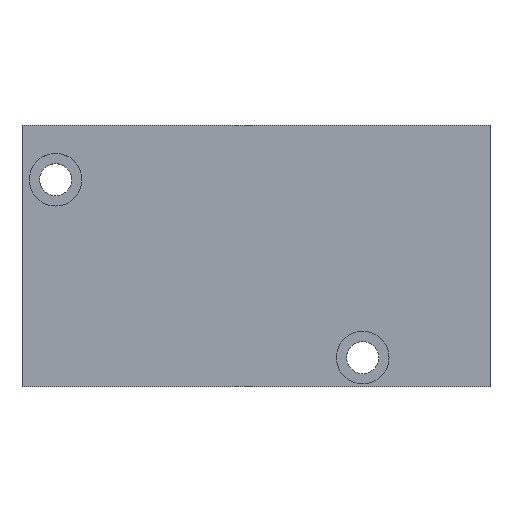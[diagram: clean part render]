
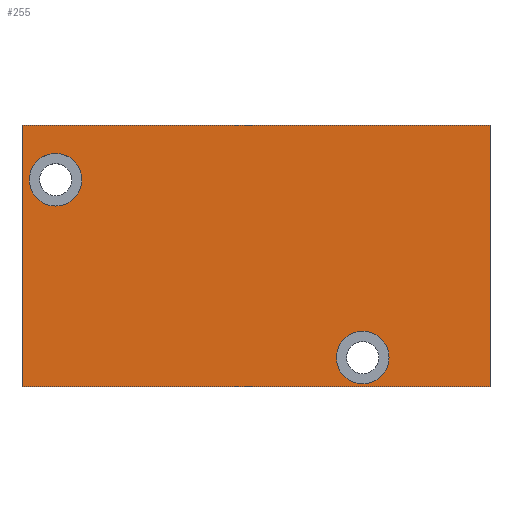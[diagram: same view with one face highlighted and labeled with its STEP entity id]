
A CAD part, top view. The second image highlights one B-rep face of the part: STEP entity #255.
In plain terms, the highlighted planar face has unit normal (0, 0, 1).
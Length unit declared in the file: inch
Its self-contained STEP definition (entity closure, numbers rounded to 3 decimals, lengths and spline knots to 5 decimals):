
#17=FACE_BOUND('',#54,.T.);
#18=FACE_BOUND('',#55,.T.);
#23=PLANE('',#290);
#36=FACE_OUTER_BOUND('',#53,.T.);
#53=EDGE_LOOP('',(#193,#194,#195,#196));
#54=EDGE_LOOP('',(#197));
#55=EDGE_LOOP('',(#198));
#70=LINE('',#398,#95);
#71=LINE('',#400,#96);
#72=LINE('',#402,#97);
#73=LINE('',#403,#98);
#95=VECTOR('',#329,0.3937);
#96=VECTOR('',#330,0.3937);
#97=VECTOR('',#331,0.3937);
#98=VECTOR('',#332,0.3937);
#118=CIRCLE('',#281,0.09);
#121=CIRCLE('',#286,0.09);
#126=VERTEX_POINT('',#378);
#129=VERTEX_POINT('',#387);
#132=VERTEX_POINT('',#396);
#133=VERTEX_POINT('',#397);
#134=VERTEX_POINT('',#399);
#135=VERTEX_POINT('',#401);
#148=EDGE_CURVE('',#126,#126,#118,.T.);
#152=EDGE_CURVE('',#129,#129,#121,.T.);
#156=EDGE_CURVE('',#132,#133,#70,.T.);
#157=EDGE_CURVE('',#133,#134,#71,.T.);
#158=EDGE_CURVE('',#134,#135,#72,.T.);
#159=EDGE_CURVE('',#135,#132,#73,.T.);
#193=ORIENTED_EDGE('',*,*,#156,.T.);
#194=ORIENTED_EDGE('',*,*,#157,.T.);
#195=ORIENTED_EDGE('',*,*,#158,.T.);
#196=ORIENTED_EDGE('',*,*,#159,.T.);
#197=ORIENTED_EDGE('',*,*,#148,.T.);
#198=ORIENTED_EDGE('',*,*,#152,.T.);
#255=ADVANCED_FACE('',(#36,#17,#18),#23,.T.);
#281=AXIS2_PLACEMENT_3D('',#379,#307,#308);
#286=AXIS2_PLACEMENT_3D('',#388,#318,#319);
#290=AXIS2_PLACEMENT_3D('',#395,#327,#328);
#307=DIRECTION('center_axis',(0.,0.,-1.));
#308=DIRECTION('ref_axis',(1.,0.,0.));
#318=DIRECTION('center_axis',(0.,0.,-1.));
#319=DIRECTION('ref_axis',(1.,0.,0.));
#327=DIRECTION('center_axis',(0.,0.,1.));
#328=DIRECTION('ref_axis',(1.,0.,0.));
#329=DIRECTION('',(0.,-1.,0.));
#330=DIRECTION('',(1.,0.,0.));
#331=DIRECTION('',(0.,1.,0.));
#332=DIRECTION('',(-1.,0.,0.));
#378=CARTESIAN_POINT('',(0.025,0.708,0.06));
#379=CARTESIAN_POINT('Origin',(0.115,0.708,0.06));
#387=CARTESIAN_POINT('',(1.075,0.1,0.06));
#388=CARTESIAN_POINT('Origin',(1.165,0.1,0.06));
#395=CARTESIAN_POINT('Origin',(0.8,0.4475,0.06));
#396=CARTESIAN_POINT('',(0.,0.895,0.06));
#397=CARTESIAN_POINT('',(0.,0.,0.06));
#398=CARTESIAN_POINT('',(0.,0.895,0.06));
#399=CARTESIAN_POINT('',(1.6,0.,0.06));
#400=CARTESIAN_POINT('',(0.,0.,0.06));
#401=CARTESIAN_POINT('',(1.6,0.895,0.06));
#402=CARTESIAN_POINT('',(1.6,0.,0.06));
#403=CARTESIAN_POINT('',(1.6,0.895,0.06));
